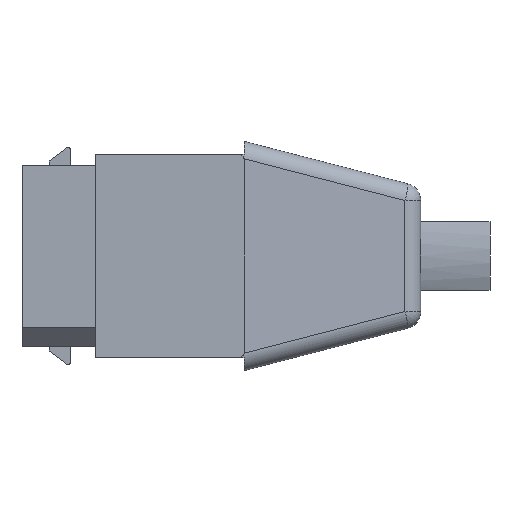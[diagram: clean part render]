
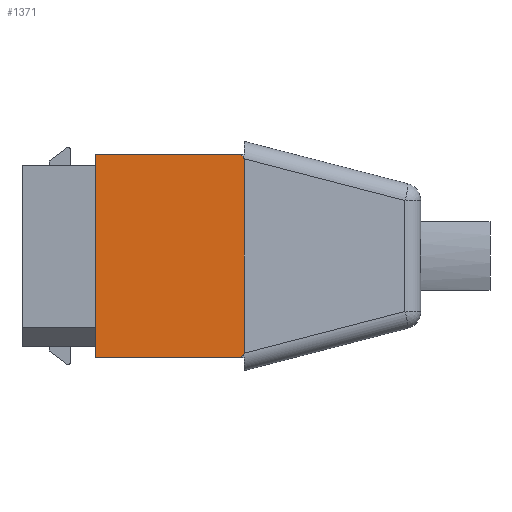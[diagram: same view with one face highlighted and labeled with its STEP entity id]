
A CAD part, left-side view. The second image highlights one B-rep face of the part: STEP entity #1371.
In plain terms, the highlighted planar face has unit normal (-1, 0, 0).
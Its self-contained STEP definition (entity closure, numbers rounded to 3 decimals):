
#42=DIRECTION('',(0.,0.,-1.));
#43=VECTOR('',#42,23.6);
#44=CARTESIAN_POINT('',(-9.3,17.3,11.8));
#45=LINE('',#44,#43);
#325=CARTESIAN_POINT('',(-9.3,0.446,-11.8));
#331=DIRECTION('',(0.,-1.,0.));
#332=VECTOR('',#331,16.854);
#333=CARTESIAN_POINT('',(-9.3,17.3,-11.8));
#334=LINE('',#333,#332);
#360=CARTESIAN_POINT('',(-9.3,0.446,-11.8));
#361=CARTESIAN_POINT('',(-9.3,0.344,-11.728));
#362=CARTESIAN_POINT('',(-9.3,0.199,-11.615));
#363=CARTESIAN_POINT('',(-9.3,0.05,-11.442));
#364=CARTESIAN_POINT('',(-9.3,0.,-11.342));
#365=CARTESIAN_POINT('',(-9.3,0.,-11.279));
#367=DIRECTION('',(0.,-1.,0.));
#368=VECTOR('',#367,16.854);
#369=CARTESIAN_POINT('',(-9.3,17.3,11.8));
#370=LINE('',#369,#368);
#371=CARTESIAN_POINT('',(-9.3,0.,11.279));
#372=CARTESIAN_POINT('',(-9.3,0.,11.342));
#373=CARTESIAN_POINT('',(-9.3,0.05,11.442));
#374=CARTESIAN_POINT('',(-9.3,0.199,11.615));
#375=CARTESIAN_POINT('',(-9.3,0.344,11.728));
#376=CARTESIAN_POINT('',(-9.3,0.446,11.8));
#378=DIRECTION('',(0.,0.,-1.));
#379=VECTOR('',#378,22.559);
#380=CARTESIAN_POINT('',(-9.3,0.,11.279));
#381=LINE('',#380,#379);
#679=CARTESIAN_POINT('',(-9.3,17.3,11.8));
#681=VERTEX_POINT('',#679);
#682=CARTESIAN_POINT('',(-9.3,17.3,-11.8));
#684=VERTEX_POINT('',#682);
#786=VERTEX_POINT('',#325);
#787=VERTEX_POINT('',#365);
#792=VERTEX_POINT('',#371);
#793=VERTEX_POINT('',#376);
#1357=CARTESIAN_POINT('',(-9.3,17.3,11.8));
#1358=DIRECTION('',(-1.,0.,0.));
#1359=DIRECTION('',(0.,0.,-1.));
#1360=AXIS2_PLACEMENT_3D('',#1357,#1358,#1359);
#1361=PLANE('',#1360);
#1362=ORIENTED_EDGE('',*,*,#1273,.F.);
#1363=ORIENTED_EDGE('',*,*,#1294,.F.);
#1364=ORIENTED_EDGE('',*,*,#889,.F.);
#1365=ORIENTED_EDGE('',*,*,#1331,.T.);
#1366=ORIENTED_EDGE('',*,*,#1344,.F.);
#1368=ORIENTED_EDGE('',*,*,#1367,.T.);
#1369=EDGE_LOOP('',(#1362,#1363,#1364,#1365,#1366,#1368));
#1370=FACE_OUTER_BOUND('',#1369,.F.);
#1371=ADVANCED_FACE('',(#1370),#1361,.T.);
#366=B_SPLINE_CURVE_WITH_KNOTS('',3,(#360,#361,#362,#363,#364,#365),
.UNSPECIFIED.,.F.,.F.,(4,1,1,4),(0.,0.5,0.75,1.),.UNSPECIFIED.);
#377=B_SPLINE_CURVE_WITH_KNOTS('',3,(#371,#372,#373,#374,#375,#376),
.UNSPECIFIED.,.F.,.F.,(4,1,1,4),(0.,0.25,0.5,1.),.UNSPECIFIED.);
#889=EDGE_CURVE('',#681,#684,#45,.T.);
#1273=EDGE_CURVE('',#786,#787,#366,.T.);
#1294=EDGE_CURVE('',#684,#786,#334,.T.);
#1331=EDGE_CURVE('',#681,#793,#370,.T.);
#1344=EDGE_CURVE('',#792,#793,#377,.T.);
#1367=EDGE_CURVE('',#792,#787,#381,.T.);
